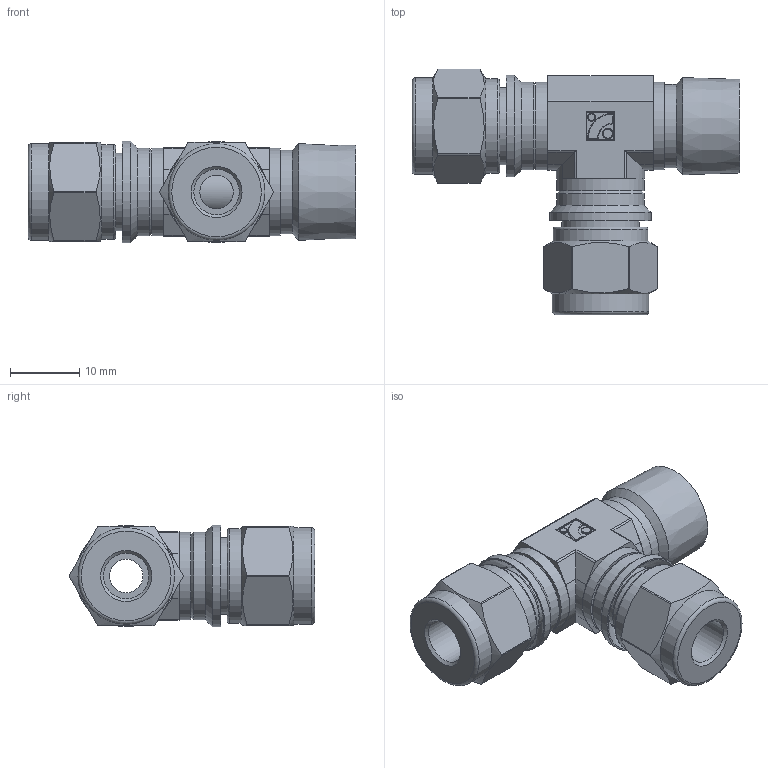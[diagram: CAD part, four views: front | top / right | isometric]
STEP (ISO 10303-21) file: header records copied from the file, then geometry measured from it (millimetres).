
FILE_DESCRIPTION(/* description */ (''),/* implementation_level */ '2;1');
FILE_NAME(/* name */ 'SMRTI-4-4N.stp',/* time_stamp */ '2022-05-24T08:10:14+09:00',/* author */ ('user'),/* organization */ (''),/* preprocessor_version */ 'ST-DEVELOPER v18.1',/* originating_system */ 'Autodesk Inventor 2022',/* authorisation */ '');
FILE_SCHEMA (('AUTOMOTIVE_DESIGN { 1 0 10303 214 3 1 1 }'));
Length unit declared in the file: millimetre
Products named in the file (1): SMRT-4-4N
Bounding box: 47.21 x 35.34 x 14.6 mm (x, y, z)
Volume: 8097.5 mm3; surface area: 5553.5 mm2
Topology: 1 solids, 1 shells, 171 faces, 389 edges, 231 vertices
Faces by surface type: cylinder 74, plane 51, torus 20, cone 18, sphere 8
Full cylindrical faces by diameter (mm): 1.08 x1, 1.44 x1, 4.826 x2, 6.55 x2, 9.4 x2, 10.1 x2, 11.113 x2, 12 x1, 12.6 x5, 13.6 x2, 13.9 x2, 14.6 x2
Entity records: 4791 total; most frequent: DIRECTION 896, CARTESIAN_POINT 866, ORIENTED_EDGE 762, EDGE_CURVE 381, AXIS2_PLACEMENT_3D 369, VERTEX_POINT 231, EDGE_LOOP 192, CIRCLE 191
